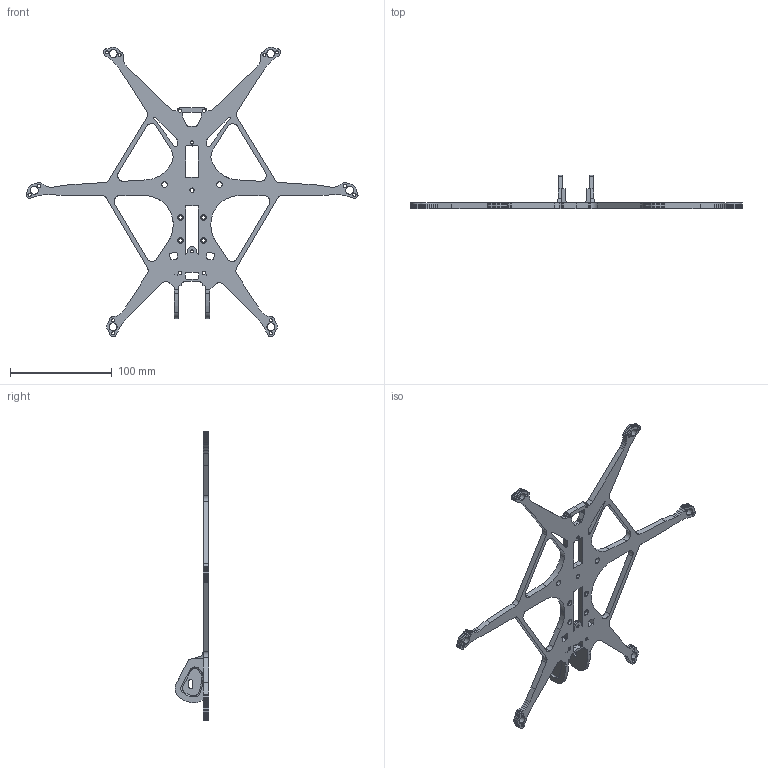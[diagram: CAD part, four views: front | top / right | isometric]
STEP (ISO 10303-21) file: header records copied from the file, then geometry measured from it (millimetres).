
FILE_DESCRIPTION(('FreeCAD Model'),'2;1');
FILE_NAME('Open CASCADE Shape Model','2025-04-26T19:58:09',('FreeCAD'),( 'FreeCAD'),'Open CASCADE STEP processor 7.6','FreeCAD','Unknown');
FILE_SCHEMA(('AUTOMOTIVE_DESIGN { 1 0 10303 214 1 1 1 1 }'));
Length unit declared in the file: millimetre
Products named in the file (1): Open CASCADE STEP translator 7.6 1
Bounding box: 326.75 x 33.27 x 285.04 mm (x, y, z)
Volume: 99071.4 mm3; surface area: 55210.9 mm2
Topology: 1 solids, 1 shells, 953 faces, 2723 edges, 1774 vertices
Faces by surface type: bspline 953
Entity records: 28465 total; most frequent: CARTESIAN_POINT 12198, ORIENTED_EDGE 5446, EDGE_CURVE 2723, B_SPLINE_CURVE_WITH_KNOTS 2438, VERTEX_POINT 1774, FACE_BOUND 1051, EDGE_LOOP 1051, ADVANCED_FACE 953
